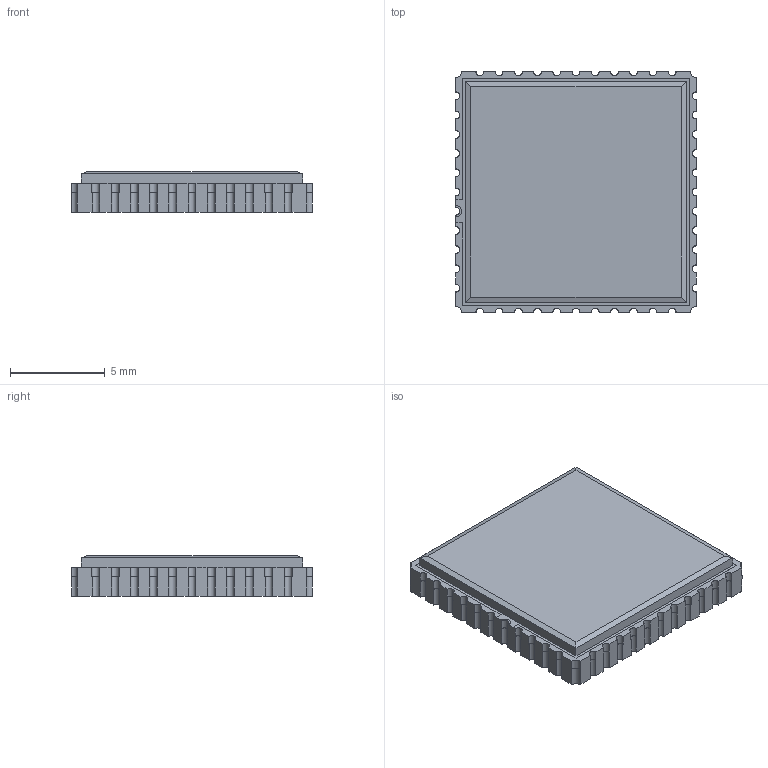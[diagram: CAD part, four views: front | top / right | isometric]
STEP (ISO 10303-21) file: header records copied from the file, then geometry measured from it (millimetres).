
FILE_DESCRIPTION(('STEP AP214'), '1');
FILE_NAME('5142.48-A', '2015-08-28T12:36:44', ('qwe'), (''), 'ASCON STEP Converter 1.3', 'ASCON Math Kernel', '');
FILE_SCHEMA(('AUTOMOTIVE_DESIGN { 1 0 10303 214 3 1 1}'));
Length unit declared in the file: millimetre
Bounding box: 12.7 x 12.7 x 2.12 mm (x, y, z)
Volume: 322.5 mm3; surface area: 433 mm2
Topology: 1 solids, 1 shells, 417 faces, 1238 edges, 824 vertices
Faces by surface type: plane 320, cylinder 97
Entity records: 17234 total; most frequent: CARTESIAN_POINT 2480, ORIENTED_EDGE 2476, DIRECTION 2268, EDGE_CURVE 1238, LINE 1044, VECTOR 1044, VERTEX_POINT 824, AXIS2_PLACEMENT_3D 612
